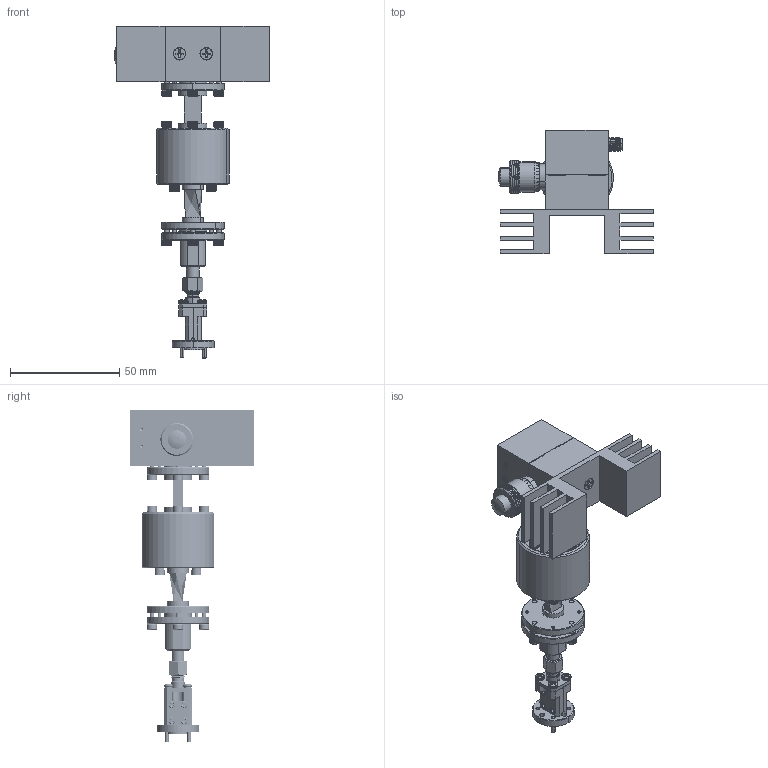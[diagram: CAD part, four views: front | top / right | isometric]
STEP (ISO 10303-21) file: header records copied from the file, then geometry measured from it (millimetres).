
FILE_DESCRIPTION (( 'STEP AP203' ), '1' );
FILE_NAME ('SOF-1205-MI.STEP', '2019-02-06T19:15:55', ( '' ), ( '' ), 'SwSTEP 2.0', 'SolidWorks 2016', '' );
FILE_SCHEMA (( 'CONFIG_CONTROL_DESIGN' ));
Products named in the file (1): SOF-1205-MI
Bounding box: 70.66 x 56.26 x 151.63 mm (x, y, z)
Volume: 67788.4 mm3; surface area: 54700.4 mm2
Topology: 93 solids, 93 shells, 4766 faces, 12534 edges, 8041 vertices
Faces by surface type: plane 2468, cylinder 1494, cone 625, bspline 119, torus 52, sphere 8
Entity records: 160577 total; most frequent: CARTESIAN_POINT 49506, ORIENTED_EDGE 24820, DIRECTION 20984, EDGE_CURVE 12410, VERTEX_POINT 8041, AXIS2_PLACEMENT_3D 8003, EDGE_LOOP 5171, LINE 4978
